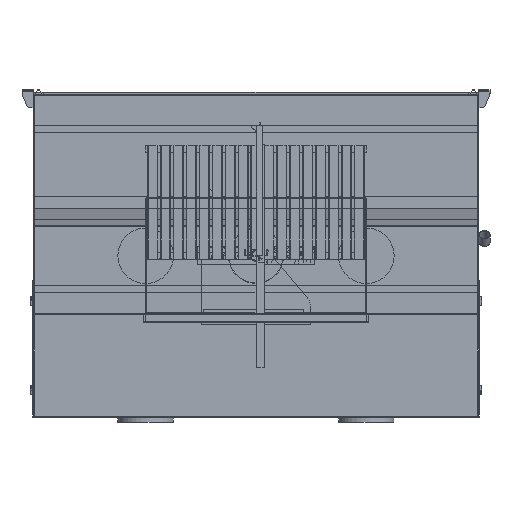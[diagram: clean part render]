
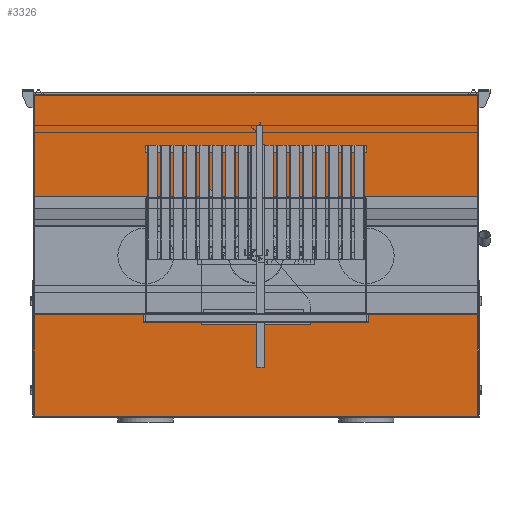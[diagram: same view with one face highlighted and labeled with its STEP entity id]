
A CAD part, top view. The second image highlights one B-rep face of the part: STEP entity #3326.
In plain terms, the highlighted planar face has unit normal (0, 0, 1).
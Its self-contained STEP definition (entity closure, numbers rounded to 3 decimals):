
#3326 = ADVANCED_FACE( '', ( #7739 ), #7740, .F. );
#7739 = FACE_OUTER_BOUND( '', #13620, .T. );
#7740 = PLANE( '', #13621 );
#13620 = EDGE_LOOP( '', ( #24227, #24228, #24229, #24230 ) );
#13621 = AXIS2_PLACEMENT_3D( '', #24231, #24232, #24233 );
#24227 = ORIENTED_EDGE( '', *, *, #37160, .T. );
#24228 = ORIENTED_EDGE( '', *, *, #37161, .T. );
#24229 = ORIENTED_EDGE( '', *, *, #37162, .T. );
#24230 = ORIENTED_EDGE( '', *, *, #37163, .T. );
#24231 = CARTESIAN_POINT( '', ( 0., 0., 0. ) );
#24232 = DIRECTION( '', ( 0., 0., -1. ) );
#24233 = DIRECTION( '', ( -1., 0., 0. ) );
#37160 = EDGE_CURVE( '', #44095, #44269, #45845, .T. );
#37161 = EDGE_CURVE( '', #44269, #45846, #45847, .T. );
#37162 = EDGE_CURVE( '', #45846, #45848, #45849, .T. );
#37163 = EDGE_CURVE( '', #45848, #44095, #45850, .T. );
#44095 = VERTEX_POINT( '', #55429 );
#44269 = VERTEX_POINT( '', #55721 );
#45845 = LINE( '', #58191, #58192 );
#45846 = VERTEX_POINT( '', #58193 );
#45847 = LINE( '', #58194, #58195 );
#45848 = VERTEX_POINT( '', #58196 );
#45849 = LINE( '', #58197, #58198 );
#45850 = LINE( '', #58199, #58200 );
#55429 = CARTESIAN_POINT( '', ( 994.6, -719.6, 0. ) );
#55721 = CARTESIAN_POINT( '', ( 994.6, 719.6, 0. ) );
#58191 = CARTESIAN_POINT( '', ( 994.6, -725., 0. ) );
#58192 = VECTOR( '', #65884, 1000. );
#58193 = CARTESIAN_POINT( '', ( -994.6, 719.6, 0. ) );
#58194 = CARTESIAN_POINT( '', ( -994.6, 719.6, 0. ) );
#58195 = VECTOR( '', #65885, 1000. );
#58196 = CARTESIAN_POINT( '', ( -994.6, -719.6, 0. ) );
#58197 = CARTESIAN_POINT( '', ( -994.6, 725., 0. ) );
#58198 = VECTOR( '', #65886, 1000. );
#58199 = CARTESIAN_POINT( '', ( 994.6, -719.6, 0. ) );
#58200 = VECTOR( '', #65887, 1000. );
#65884 = DIRECTION( '', ( 0., 1., 0. ) );
#65885 = DIRECTION( '', ( -1., 0., 0. ) );
#65886 = DIRECTION( '', ( 0., -1., 0. ) );
#65887 = DIRECTION( '', ( 1., 0., 0. ) );
